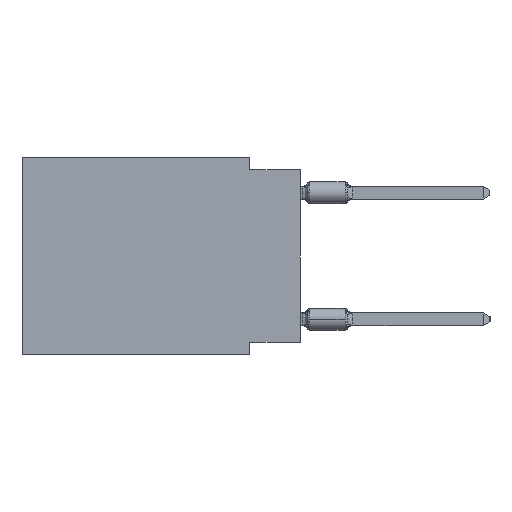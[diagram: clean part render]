
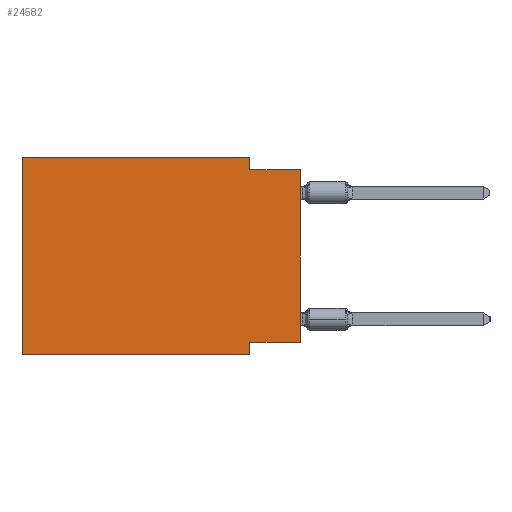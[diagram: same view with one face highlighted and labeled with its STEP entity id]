
A CAD part, left-side view. The second image highlights one B-rep face of the part: STEP entity #24582.
In plain terms, the highlighted planar face has unit normal (-1, 0, 0).
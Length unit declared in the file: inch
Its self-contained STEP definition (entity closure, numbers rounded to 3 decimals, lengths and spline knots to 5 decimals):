
#140 = DIRECTION ( 'NONE',  ( 0., 1., 0. ) ) ;
#1018 = ORIENTED_EDGE ( 'NONE', *, *, #29576, .F. ) ;
#1536 = ORIENTED_EDGE ( 'NONE', *, *, #29889, .F. ) ;
#2637 = DIRECTION ( 'NONE',  ( 0., -1., 0. ) ) ;
#2730 = CARTESIAN_POINT ( 'NONE',  ( 0., 0., 0. ) ) ;
#2906 = VECTOR ( 'NONE', #27567, 39.37008 ) ;
#6802 = EDGE_CURVE ( 'NONE', #11185, #12344, #9639, .T. ) ;
#7085 = ORIENTED_EDGE ( 'NONE', *, *, #21896, .F. ) ;
#7095 = VECTOR ( 'NONE', #2637, 39.37008 ) ;
#7644 = CARTESIAN_POINT ( 'NONE',  ( 0., 0.55, 0. ) ) ;
#8216 = DIRECTION ( 'NONE',  ( 0., 0., 1. ) ) ;
#8378 = DIRECTION ( 'NONE',  ( 0., 0., -1. ) ) ;
#9151 = DIRECTION ( 'NONE',  ( 0., -1., 0. ) ) ;
#9442 = DIRECTION ( 'NONE',  ( 0., 0., -1. ) ) ;
#9544 = VERTEX_POINT ( 'NONE', #18469 ) ;
#9639 = LINE ( 'NONE', #27908, #2906 ) ;
#11029 = VECTOR ( 'NONE', #9151, 39.37008 ) ;
#11185 = VERTEX_POINT ( 'NONE', #23791 ) ;
#12021 = CARTESIAN_POINT ( 'NONE',  ( 0., 0.55, 0. ) ) ;
#12344 = VERTEX_POINT ( 'NONE', #14708 ) ;
#12392 = EDGE_LOOP ( 'NONE', ( #15036, #1536, #19578, #28100, #1018, #27593, #32239, #7085 ) ) ;
#12491 = VERTEX_POINT ( 'NONE', #7644 ) ;
#12576 = VECTOR ( 'NONE', #22334, 39.37008 ) ;
#14078 = FACE_OUTER_BOUND ( 'NONE', #12392, .T. ) ;
#14140 = CARTESIAN_POINT ( 'NONE',  ( 0., 0.1, -0.025 ) ) ;
#14708 = CARTESIAN_POINT ( 'NONE',  ( 0., 0.1, -0.39 ) ) ;
#14766 = CARTESIAN_POINT ( 'NONE',  ( 0., 0.1, -0.39 ) ) ;
#15036 = ORIENTED_EDGE ( 'NONE', *, *, #33953, .T. ) ;
#15202 = LINE ( 'NONE', #30878, #7095 ) ;
#15487 = VERTEX_POINT ( 'NONE', #14140 ) ;
#16514 = PLANE ( 'NONE',  #33378 ) ;
#17190 = LINE ( 'NONE', #14766, #12576 ) ;
#17547 = VERTEX_POINT ( 'NONE', #30985 ) ;
#17663 = DIRECTION ( 'NONE',  ( 0., 0., 1. ) ) ;
#17858 = LINE ( 'NONE', #34005, #25780 ) ;
#18469 = CARTESIAN_POINT ( 'NONE',  ( 0., 0.1, 0. ) ) ;
#18999 = CARTESIAN_POINT ( 'NONE',  ( 0., 0., -0.025 ) ) ;
#19347 = LINE ( 'NONE', #18999, #11029 ) ;
#19578 = ORIENTED_EDGE ( 'NONE', *, *, #23212, .F. ) ;
#20130 = EDGE_CURVE ( 'NONE', #12491, #9544, #15202, .T. ) ;
#21896 = EDGE_CURVE ( 'NONE', #30665, #17547, #17858, .T. ) ;
#22334 = DIRECTION ( 'NONE',  ( 0., 0., -1. ) ) ;
#22484 = CARTESIAN_POINT ( 'NONE',  ( 0., 0., -0.365 ) ) ;
#22523 = CARTESIAN_POINT ( 'NONE',  ( 0., 0., -0.025 ) ) ;
#22979 = EDGE_CURVE ( 'NONE', #17547, #12344, #17190, .T. ) ;
#22986 = LINE ( 'NONE', #25238, #23136 ) ;
#23136 = VECTOR ( 'NONE', #17663, 39.37008 ) ;
#23212 = EDGE_CURVE ( 'NONE', #9544, #15487, #24392, .T. ) ;
#23791 = CARTESIAN_POINT ( 'NONE',  ( 0., 0.55, -0.39 ) ) ;
#24392 = LINE ( 'NONE', #31954, #31156 ) ;
#24582 = ADVANCED_FACE ( 'NONE', ( #14078 ), #16514, .F. ) ;
#25238 = CARTESIAN_POINT ( 'NONE',  ( 0., 0.55, 0. ) ) ;
#25780 = VECTOR ( 'NONE', #140, 39.37008 ) ;
#27567 = DIRECTION ( 'NONE',  ( 0., -1., 0. ) ) ;
#27593 = ORIENTED_EDGE ( 'NONE', *, *, #6802, .T. ) ;
#27908 = CARTESIAN_POINT ( 'NONE',  ( 0., 0.55, -0.39 ) ) ;
#28100 = ORIENTED_EDGE ( 'NONE', *, *, #20130, .F. ) ;
#29088 = VERTEX_POINT ( 'NONE', #22523 ) ;
#29560 = LINE ( 'NONE', #2730, #33458 ) ;
#29576 = EDGE_CURVE ( 'NONE', #11185, #12491, #22986, .T. ) ;
#29889 = EDGE_CURVE ( 'NONE', #15487, #29088, #19347, .T. ) ;
#30665 = VERTEX_POINT ( 'NONE', #22484 ) ;
#30878 = CARTESIAN_POINT ( 'NONE',  ( 0., 0.55, 0. ) ) ;
#30985 = CARTESIAN_POINT ( 'NONE',  ( 0., 0.1, -0.365 ) ) ;
#31156 = VECTOR ( 'NONE', #8378, 39.37008 ) ;
#31954 = CARTESIAN_POINT ( 'NONE',  ( 0., 0.1, 0. ) ) ;
#32239 = ORIENTED_EDGE ( 'NONE', *, *, #22979, .F. ) ;
#32504 = DIRECTION ( 'NONE',  ( 1., 0., 0. ) ) ;
#33378 = AXIS2_PLACEMENT_3D ( 'NONE', #12021, #32504, #9442 ) ;
#33458 = VECTOR ( 'NONE', #8216, 39.37008 ) ;
#33953 = EDGE_CURVE ( 'NONE', #30665, #29088, #29560, .T. ) ;
#34005 = CARTESIAN_POINT ( 'NONE',  ( 0., 0., -0.365 ) ) ;
